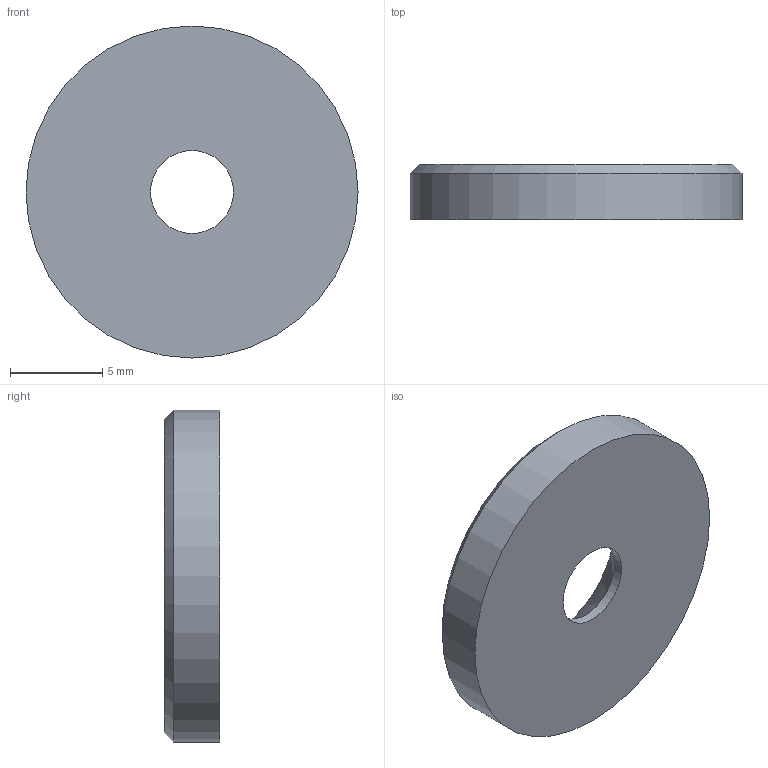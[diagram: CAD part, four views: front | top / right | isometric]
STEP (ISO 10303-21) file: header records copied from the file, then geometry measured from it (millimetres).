
FILE_DESCRIPTION(/* description */ ('Piastrina per magnete A67-50'),/* implementation_level */ '2;1');
FILE_NAME(/* name */ 'DMU18P.stp',/* time_stamp */ '2022-06-17T14:55:39+02:00',/* author */ ('Daniele'),/* organization */ (''),/* preprocessor_version */ 'ST-DEVELOPER v18.1',/* originating_system */ 'Autodesk Inventor 2021',/* authorisation */ '');
FILE_SCHEMA (('AUTOMOTIVE_DESIGN { 1 0 10303 214 3 1 1 }'));
Length unit declared in the file: millimetre
Products named in the file (1): DMU18P
Bounding box: 18 x 3 x 18 mm (x, y, z)
Volume: 650.9 mm3; surface area: 659.8 mm2
Topology: 1 solids, 1 shells, 6 faces, 10 edges, 6 vertices
Faces by surface type: cone 2, cylinder 2, plane 2
Full cylindrical faces by diameter (mm): 4.5 x1, 18 x1
Entity records: 189 total; most frequent: DIRECTION 30, CARTESIAN_POINT 23, ORIENTED_EDGE 20, AXIS2_PLACEMENT_3D 13, EDGE_CURVE 10, EDGE_LOOP 8, FACE_OUTER_BOUND 6, CIRCLE 6
